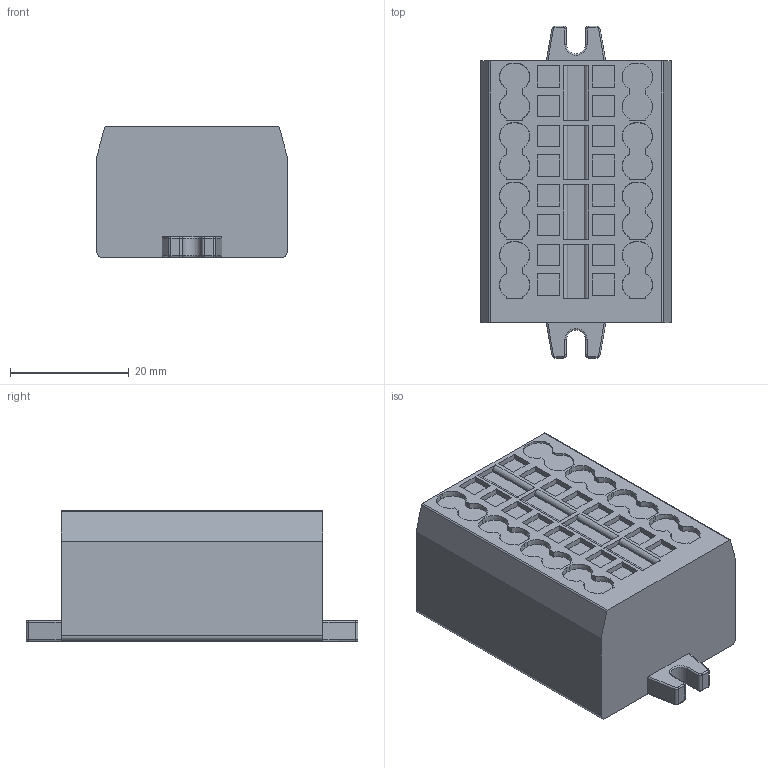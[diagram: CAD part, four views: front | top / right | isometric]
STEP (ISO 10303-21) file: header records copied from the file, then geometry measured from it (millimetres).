
FILE_DESCRIPTION(/* description */ ('Unknown'),/* implementation_level */ '2;1');
FILE_NAME(/* name */ 'SQTP2.5P4-4W_SOLID',/* time_stamp */ '2024-08-07T15:52:28+05:00',/* author */ ('Unknown'),/* organization */ ('Unknown'),/* preprocessor_version */ 'ST-DEVELOPER v16.7',/* originating_system */ 'Solid Edge',/* authorisation */ 'Unknown');
FILE_SCHEMA (('AUTOMOTIVE_DESIGN {1 0 10303 214 3 1 1}'));
Length unit declared in the file: millimetre
Products named in the file (1): SQTP2.5P4-4W
Bounding box: 32.05 x 55.8 x 22 mm (x, y, z)
Volume: 29206 mm3; surface area: 8350.5 mm2
Topology: 1 solids, 17 shells, 402 faces, 982 edges, 639 vertices
Faces by surface type: plane 236, cylinder 78, cone 56, torus 29, bspline 3
Full cylindrical faces by diameter (mm): 2 x6, 2.4 x2, 3 x2, 3.4 x1
Entity records: 15348 total; most frequent: CARTESIAN_POINT 3097, DIRECTION 1949, ORIENTED_EDGE 1904, EDGE_CURVE 952, AXIS2_PLACEMENT_3D 672, VERTEX_POINT 631, LINE 605, VECTOR 605
